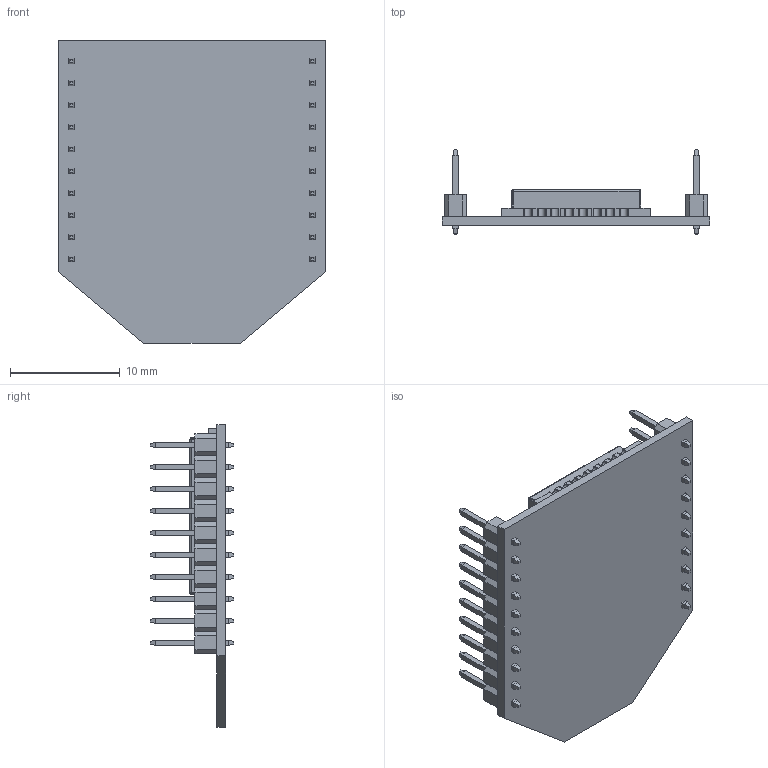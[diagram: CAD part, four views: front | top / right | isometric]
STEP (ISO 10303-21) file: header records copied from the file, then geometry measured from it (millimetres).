
FILE_DESCRIPTION (( 'STEP AP214' ), '1' );
FILE_NAME ('XB3-24Z8PT-J.STEP', '2019-06-17T13:41:18', ( '' ), ( '' ), 'SwSTEP 2.0', 'SolidWorks 2017', '' );
FILE_SCHEMA (( 'AUTOMOTIVE_DESIGN' ));
Length unit declared in the file: inch
Products named in the file (1): XB3-24Z8PT-J
Bounding box: 24.38 x 7.65 x 27.64 mm (x, y, z)
Volume: 889 mm3; surface area: 3350.7 mm2
Topology: 80 solids, 80 shells, 1277 faces, 3150 edges, 2036 vertices
Faces by surface type: plane 1151, cylinder 118, bspline 8
Entity records: 38325 total; most frequent: CARTESIAN_POINT 6888, ORIENTED_EDGE 6300, DIRECTION 5894, EDGE_CURVE 3150, LINE 2914, VECTOR 2914, VERTEX_POINT 2036, AXIS2_PLACEMENT_3D 1490
